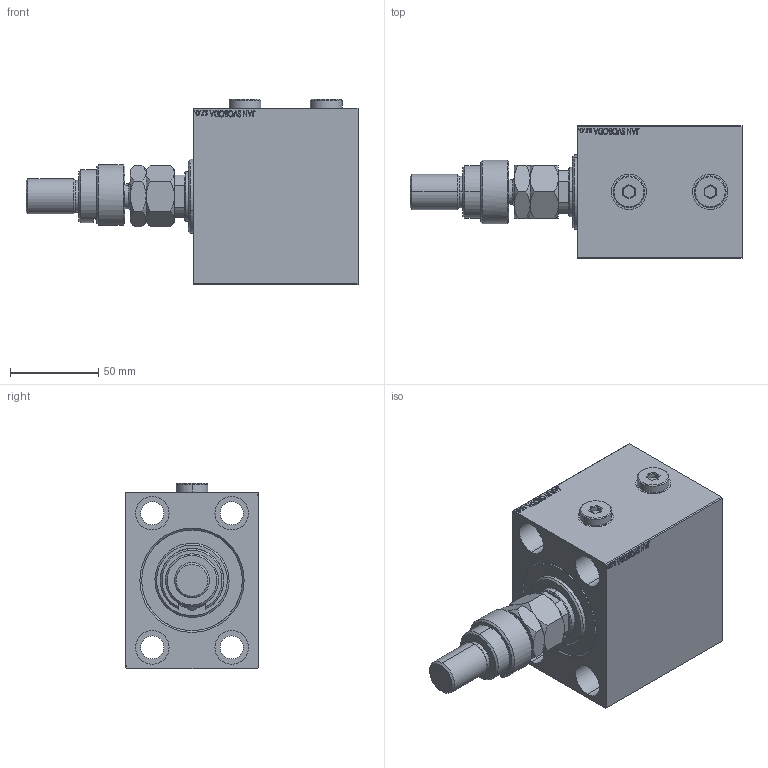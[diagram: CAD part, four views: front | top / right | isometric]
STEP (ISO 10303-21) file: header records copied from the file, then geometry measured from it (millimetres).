
FILE_DESCRIPTION (( 'STEP AP203' ), '1' );
FILE_NAME ('42d8.STEP', '2024-02-12T23:26:42', ( '' ), ( '' ), 'SwSTEP 2.0', 'SolidWorks 2019', '' );
FILE_SCHEMA (( 'CONFIG_CONTROL_DESIGN' ));
Length unit declared in the file: millimetre
Products named in the file (8): 42d8; V450CM_VC_B 3c94f2471bec0aad83f49f8a230fd759; FEMALE_PART_FOR_DFA 3c94f2471bec0aad83f49f8a230fd759; DFA 3c94f2471bec0aad83f49f8a230fd759; Zatka_OIL_PORT 3c94f2471bec0aad83f49f8a230fd759; V450CM_C_VCP 3c94f2471bec0aad83f49f8a230fd759; MFA 3c94f2471bec0aad83f49f8a230fd759; V450CM_C_Body 3c94f2471bec0aad83f49f8a230fd759
Assembly tree (8 placements, depth 3):
  42d8
    V450CM_C_Body 3c94f2471bec0aad83f49f8a230fd759
    V450CM_C_VCP 3c94f2471bec0aad83f49f8a230fd759
    V450CM_VC_B 3c94f2471bec0aad83f49f8a230fd759
    DFA 3c94f2471bec0aad83f49f8a230fd759
      FEMALE_PART_FOR_DFA 3c94f2471bec0aad83f49f8a230fd759
      MFA 3c94f2471bec0aad83f49f8a230fd759
    Zatka_OIL_PORT 3c94f2471bec0aad83f49f8a230fd759  x2
Bounding box: 188 x 75 x 104.9 mm (x, y, z)
Volume: 661909.9 mm3; surface area: 112428.1 mm2
Topology: 7 solids, 7 shells, 1002 faces, 2508 edges, 1641 vertices
Faces by surface type: plane 471, bspline 380, cylinder 89, cone 58, torus 4
Entity records: 47978 total; most frequent: CARTESIAN_POINT 26068, ORIENTED_EDGE 4932, DIRECTION 3102, EDGE_CURVE 2466, VERTEX_POINT 1617, VECTOR 1408, LINE 1408, EDGE_LOOP 1121
